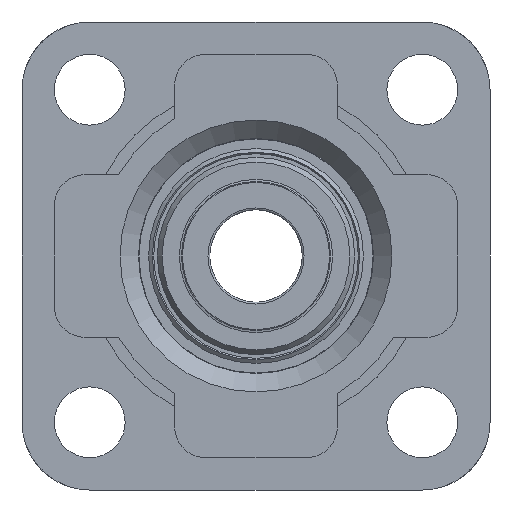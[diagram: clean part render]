
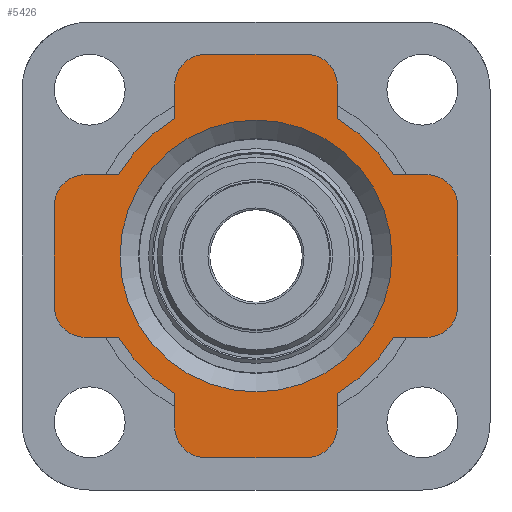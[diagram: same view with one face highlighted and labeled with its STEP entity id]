
A CAD part, left-side view. The second image highlights one B-rep face of the part: STEP entity #5426.
In plain terms, the highlighted face is planar.
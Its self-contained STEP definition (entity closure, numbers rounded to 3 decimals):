
#97=FACE_BOUND('',#720,.T.);
#238=PLANE('',#5921);
#397=FACE_OUTER_BOUND('',#719,.T.);
#719=EDGE_LOOP('',(#3932,#3933,#3934,#3935,#3936,#3937,#3938,#3939,#3940,
#3941,#3942,#3943,#3944,#3945,#3946,#3947,#3948,#3949,#3950,#3951,#3952,
#3953,#3954,#3955));
#720=EDGE_LOOP('',(#3956));
#1156=LINE('',#8914,#1592);
#1157=LINE('',#8916,#1593);
#1158=LINE('',#8920,#1594);
#1159=LINE('',#8923,#1595);
#1160=LINE('',#8925,#1596);
#1161=LINE('',#8929,#1597);
#1162=LINE('',#8932,#1598);
#1163=LINE('',#8934,#1599);
#1164=LINE('',#8938,#1600);
#1165=LINE('',#8941,#1601);
#1166=LINE('',#8943,#1602);
#1167=LINE('',#8947,#1603);
#1592=VECTOR('',#6871,1000.);
#1593=VECTOR('',#6872,1000.);
#1594=VECTOR('',#6875,1000.);
#1595=VECTOR('',#6878,1000.);
#1596=VECTOR('',#6879,1000.);
#1597=VECTOR('',#6882,1000.);
#1598=VECTOR('',#6885,1000.);
#1599=VECTOR('',#6886,1000.);
#1600=VECTOR('',#6889,1000.);
#1601=VECTOR('',#6892,1000.);
#1602=VECTOR('',#6893,1000.);
#1603=VECTOR('',#6896,1000.);
#1914=CIRCLE('',#5766,25.941);
#1916=CIRCLE('',#5769,25.941);
#1918=CIRCLE('',#5772,25.941);
#1920=CIRCLE('',#5775,25.941);
#2042=CIRCLE('',#5920,22.079);
#2043=CIRCLE('',#5922,5.);
#2044=CIRCLE('',#5923,5.);
#2045=CIRCLE('',#5924,5.);
#2046=CIRCLE('',#5925,5.);
#2047=CIRCLE('',#5926,5.);
#2048=CIRCLE('',#5927,5.);
#2049=CIRCLE('',#5928,5.);
#2050=CIRCLE('',#5929,5.);
#2260=VERTEX_POINT('',#8226);
#2261=VERTEX_POINT('',#8228);
#2264=VERTEX_POINT('',#8235);
#2265=VERTEX_POINT('',#8237);
#2268=VERTEX_POINT('',#8244);
#2269=VERTEX_POINT('',#8246);
#2272=VERTEX_POINT('',#8253);
#2273=VERTEX_POINT('',#8255);
#2497=VERTEX_POINT('',#8909);
#2498=VERTEX_POINT('',#8913);
#2499=VERTEX_POINT('',#8915);
#2500=VERTEX_POINT('',#8917);
#2501=VERTEX_POINT('',#8919);
#2502=VERTEX_POINT('',#8921);
#2503=VERTEX_POINT('',#8924);
#2504=VERTEX_POINT('',#8926);
#2505=VERTEX_POINT('',#8928);
#2506=VERTEX_POINT('',#8930);
#2507=VERTEX_POINT('',#8933);
#2508=VERTEX_POINT('',#8935);
#2509=VERTEX_POINT('',#8937);
#2510=VERTEX_POINT('',#8939);
#2511=VERTEX_POINT('',#8942);
#2512=VERTEX_POINT('',#8944);
#2513=VERTEX_POINT('',#8946);
#2808=EDGE_CURVE('',#2261,#2260,#1914,.T.);
#2812=EDGE_CURVE('',#2265,#2264,#1916,.T.);
#2816=EDGE_CURVE('',#2269,#2268,#1918,.T.);
#2820=EDGE_CURVE('',#2273,#2272,#1920,.T.);
#3071=EDGE_CURVE('',#2497,#2497,#2042,.T.);
#3072=EDGE_CURVE('',#2265,#2498,#1156,.T.);
#3073=EDGE_CURVE('',#2499,#2264,#1157,.T.);
#3074=EDGE_CURVE('',#2500,#2499,#2043,.T.);
#3075=EDGE_CURVE('',#2501,#2500,#1158,.T.);
#3076=EDGE_CURVE('',#2502,#2501,#2044,.T.);
#3077=EDGE_CURVE('',#2261,#2502,#1159,.T.);
#3078=EDGE_CURVE('',#2503,#2260,#1160,.T.);
#3079=EDGE_CURVE('',#2504,#2503,#2045,.T.);
#3080=EDGE_CURVE('',#2505,#2504,#1161,.T.);
#3081=EDGE_CURVE('',#2506,#2505,#2046,.T.);
#3082=EDGE_CURVE('',#2273,#2506,#1162,.T.);
#3083=EDGE_CURVE('',#2507,#2272,#1163,.T.);
#3084=EDGE_CURVE('',#2508,#2507,#2047,.T.);
#3085=EDGE_CURVE('',#2509,#2508,#1164,.T.);
#3086=EDGE_CURVE('',#2510,#2509,#2048,.T.);
#3087=EDGE_CURVE('',#2269,#2510,#1165,.T.);
#3088=EDGE_CURVE('',#2511,#2268,#1166,.T.);
#3089=EDGE_CURVE('',#2512,#2511,#2049,.T.);
#3090=EDGE_CURVE('',#2513,#2512,#1167,.T.);
#3091=EDGE_CURVE('',#2498,#2513,#2050,.T.);
#3932=ORIENTED_EDGE('',*,*,#3072,.F.);
#3933=ORIENTED_EDGE('',*,*,#2812,.T.);
#3934=ORIENTED_EDGE('',*,*,#3073,.F.);
#3935=ORIENTED_EDGE('',*,*,#3074,.F.);
#3936=ORIENTED_EDGE('',*,*,#3075,.F.);
#3937=ORIENTED_EDGE('',*,*,#3076,.F.);
#3938=ORIENTED_EDGE('',*,*,#3077,.F.);
#3939=ORIENTED_EDGE('',*,*,#2808,.T.);
#3940=ORIENTED_EDGE('',*,*,#3078,.F.);
#3941=ORIENTED_EDGE('',*,*,#3079,.F.);
#3942=ORIENTED_EDGE('',*,*,#3080,.F.);
#3943=ORIENTED_EDGE('',*,*,#3081,.F.);
#3944=ORIENTED_EDGE('',*,*,#3082,.F.);
#3945=ORIENTED_EDGE('',*,*,#2820,.T.);
#3946=ORIENTED_EDGE('',*,*,#3083,.F.);
#3947=ORIENTED_EDGE('',*,*,#3084,.F.);
#3948=ORIENTED_EDGE('',*,*,#3085,.F.);
#3949=ORIENTED_EDGE('',*,*,#3086,.F.);
#3950=ORIENTED_EDGE('',*,*,#3087,.F.);
#3951=ORIENTED_EDGE('',*,*,#2816,.T.);
#3952=ORIENTED_EDGE('',*,*,#3088,.F.);
#3953=ORIENTED_EDGE('',*,*,#3089,.F.);
#3954=ORIENTED_EDGE('',*,*,#3090,.F.);
#3955=ORIENTED_EDGE('',*,*,#3091,.F.);
#3956=ORIENTED_EDGE('',*,*,#3071,.F.);
#5426=ADVANCED_FACE('',(#397,#97),#238,.T.);
#5766=AXIS2_PLACEMENT_3D('',#8229,#6445,#6446);
#5769=AXIS2_PLACEMENT_3D('',#8238,#6453,#6454);
#5772=AXIS2_PLACEMENT_3D('',#8247,#6461,#6462);
#5775=AXIS2_PLACEMENT_3D('',#8256,#6469,#6470);
#5920=AXIS2_PLACEMENT_3D('',#8911,#6867,#6868);
#5921=AXIS2_PLACEMENT_3D('',#8912,#6869,#6870);
#5922=AXIS2_PLACEMENT_3D('',#8918,#6873,#6874);
#5923=AXIS2_PLACEMENT_3D('',#8922,#6876,#6877);
#5924=AXIS2_PLACEMENT_3D('',#8927,#6880,#6881);
#5925=AXIS2_PLACEMENT_3D('',#8931,#6883,#6884);
#5926=AXIS2_PLACEMENT_3D('',#8936,#6887,#6888);
#5927=AXIS2_PLACEMENT_3D('',#8940,#6890,#6891);
#5928=AXIS2_PLACEMENT_3D('',#8945,#6894,#6895);
#5929=AXIS2_PLACEMENT_3D('',#8948,#6897,#6898);
#6445=DIRECTION('center_axis',(0.,-1.,0.));
#6446=DIRECTION('ref_axis',(0.,0.,-1.));
#6453=DIRECTION('center_axis',(0.,-1.,0.));
#6454=DIRECTION('ref_axis',(0.,0.,-1.));
#6461=DIRECTION('center_axis',(0.,-1.,0.));
#6462=DIRECTION('ref_axis',(0.,0.,-1.));
#6469=DIRECTION('center_axis',(0.,-1.,0.));
#6470=DIRECTION('ref_axis',(0.,0.,-1.));
#6867=DIRECTION('center_axis',(0.,-1.,0.));
#6868=DIRECTION('ref_axis',(0.,0.,-1.));
#6869=DIRECTION('center_axis',(0.,-1.,0.));
#6870=DIRECTION('ref_axis',(0.,0.,-1.));
#6871=DIRECTION('',(1.,0.,0.));
#6872=DIRECTION('',(0.,0.,-1.));
#6873=DIRECTION('center_axis',(0.,1.,0.));
#6874=DIRECTION('ref_axis',(1.,0.,0.));
#6875=DIRECTION('',(1.,0.,0.));
#6876=DIRECTION('center_axis',(0.,1.,0.));
#6877=DIRECTION('ref_axis',(1.,0.,0.));
#6878=DIRECTION('',(0.,0.,1.));
#6879=DIRECTION('',(1.,0.,0.));
#6880=DIRECTION('center_axis',(0.,1.,0.));
#6881=DIRECTION('ref_axis',(1.,0.,0.));
#6882=DIRECTION('',(0.,0.,1.));
#6883=DIRECTION('center_axis',(0.,1.,0.));
#6884=DIRECTION('ref_axis',(1.,0.,0.));
#6885=DIRECTION('',(-1.,0.,0.));
#6886=DIRECTION('',(0.,0.,1.));
#6887=DIRECTION('center_axis',(0.,1.,0.));
#6888=DIRECTION('ref_axis',(1.,0.,0.));
#6889=DIRECTION('',(-1.,0.,0.));
#6890=DIRECTION('center_axis',(0.,1.,0.));
#6891=DIRECTION('ref_axis',(1.,0.,0.));
#6892=DIRECTION('',(0.,0.,-1.));
#6893=DIRECTION('',(-1.,0.,0.));
#6894=DIRECTION('center_axis',(0.,1.,0.));
#6895=DIRECTION('ref_axis',(1.,0.,0.));
#6896=DIRECTION('',(0.,0.,-1.));
#6897=DIRECTION('center_axis',(0.,1.,0.));
#6898=DIRECTION('ref_axis',(1.,0.,0.));
#8226=CARTESIAN_POINT('',(-22.331,6.,13.2));
#8228=CARTESIAN_POINT('',(-13.2,6.,22.331));
#8229=CARTESIAN_POINT('Origin',(0.,6.,0.));
#8235=CARTESIAN_POINT('',(13.2,6.,22.331));
#8237=CARTESIAN_POINT('',(22.331,6.,13.2));
#8238=CARTESIAN_POINT('Origin',(0.,6.,0.));
#8244=CARTESIAN_POINT('',(22.331,6.,-13.2));
#8246=CARTESIAN_POINT('',(13.2,6.,-22.331));
#8247=CARTESIAN_POINT('Origin',(0.,6.,0.));
#8253=CARTESIAN_POINT('',(-13.2,6.,-22.331));
#8255=CARTESIAN_POINT('',(-22.331,6.,-13.2));
#8256=CARTESIAN_POINT('Origin',(0.,6.,0.));
#8909=CARTESIAN_POINT('',(0.,6.,22.079));
#8911=CARTESIAN_POINT('Origin',(0.,6.,0.));
#8912=CARTESIAN_POINT('Origin',(22.079,6.,0.));
#8913=CARTESIAN_POINT('',(27.75,6.,13.2));
#8914=CARTESIAN_POINT('',(13.2,6.,13.2));
#8915=CARTESIAN_POINT('',(13.2,6.,27.75));
#8916=CARTESIAN_POINT('',(13.2,6.,27.75));
#8917=CARTESIAN_POINT('',(8.2,6.,32.75));
#8918=CARTESIAN_POINT('Origin',(8.2,6.,27.75));
#8919=CARTESIAN_POINT('',(-8.2,6.,32.75));
#8920=CARTESIAN_POINT('',(-8.2,6.,32.75));
#8921=CARTESIAN_POINT('',(-13.2,6.,27.75));
#8922=CARTESIAN_POINT('Origin',(-8.2,6.,27.75));
#8923=CARTESIAN_POINT('',(-13.2,6.,13.2));
#8924=CARTESIAN_POINT('',(-27.75,6.,13.2));
#8925=CARTESIAN_POINT('',(-27.75,6.,13.2));
#8926=CARTESIAN_POINT('',(-32.75,6.,8.2));
#8927=CARTESIAN_POINT('Origin',(-27.75,6.,8.2));
#8928=CARTESIAN_POINT('',(-32.75,6.,-8.2));
#8929=CARTESIAN_POINT('',(-32.75,6.,-8.2));
#8930=CARTESIAN_POINT('',(-27.75,6.,-13.2));
#8931=CARTESIAN_POINT('Origin',(-27.75,6.,-8.2));
#8932=CARTESIAN_POINT('',(-13.2,6.,-13.2));
#8933=CARTESIAN_POINT('',(-13.2,6.,-27.75));
#8934=CARTESIAN_POINT('',(-13.2,6.,-27.75));
#8935=CARTESIAN_POINT('',(-8.2,6.,-32.75));
#8936=CARTESIAN_POINT('Origin',(-8.2,6.,-27.75));
#8937=CARTESIAN_POINT('',(8.2,6.,-32.75));
#8938=CARTESIAN_POINT('',(8.2,6.,-32.75));
#8939=CARTESIAN_POINT('',(13.2,6.,-27.75));
#8940=CARTESIAN_POINT('Origin',(8.2,6.,-27.75));
#8941=CARTESIAN_POINT('',(13.2,6.,-13.2));
#8942=CARTESIAN_POINT('',(27.75,6.,-13.2));
#8943=CARTESIAN_POINT('',(27.75,6.,-13.2));
#8944=CARTESIAN_POINT('',(32.75,6.,-8.2));
#8945=CARTESIAN_POINT('Origin',(27.75,6.,-8.2));
#8946=CARTESIAN_POINT('',(32.75,6.,8.2));
#8947=CARTESIAN_POINT('',(32.75,6.,8.2));
#8948=CARTESIAN_POINT('Origin',(27.75,6.,8.2));
